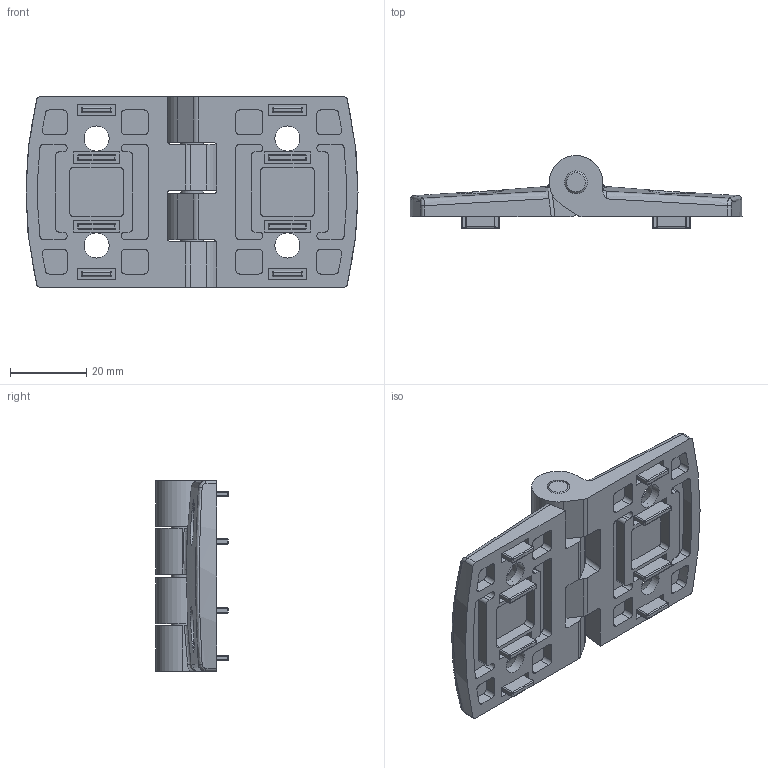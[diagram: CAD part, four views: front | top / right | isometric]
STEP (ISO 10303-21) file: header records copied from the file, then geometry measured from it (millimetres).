
FILE_DESCRIPTION((''),'2;1');
FILE_NAME('AR3605.stp','2021-05-20T09:57:46',('arma01'),(''),'Autodesk Inventor 2013','Autodesk Inventor 2013','');
FILE_SCHEMA(('AUTOMOTIVE_DESIGN { 1 0 10303 214 1 1 1 1 }'));
Length unit declared in the file: millimetre
Products named in the file (3): AR3605; AR3605 I; AR3605 II
Assembly tree (3 placements, depth 2):
  AR3605
    AR3605 I  x2
    AR3605 II
Bounding box: 87 x 19 x 50 mm (x, y, z)
Volume: 26335 mm3; surface area: 16685 mm2
Topology: 3 solids, 3 shells, 401 faces, 989 edges, 624 vertices
Faces by surface type: plane 178, cylinder 167, sphere 32, bspline 18, cone 6
Full cylindrical faces by diameter (mm): 6 x5, 6.6 x4
Entity records: 6371 total; most frequent: CARTESIAN_POINT 1488, DIRECTION 1018, ORIENTED_EDGE 974, EDGE_CURVE 487, AXIS2_PLACEMENT_3D 367, VERTEX_POINT 312, VECTOR 284, LINE 284
